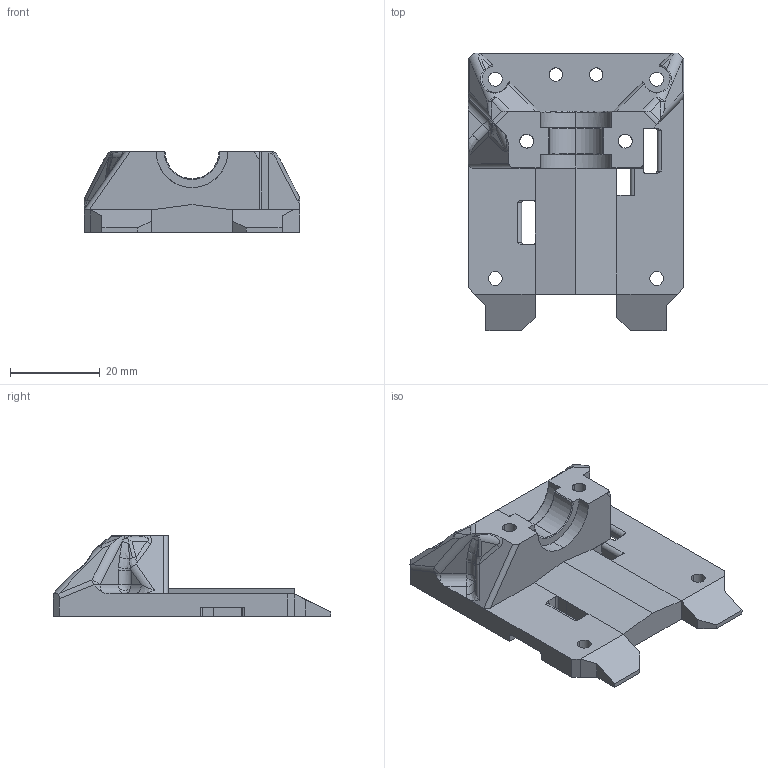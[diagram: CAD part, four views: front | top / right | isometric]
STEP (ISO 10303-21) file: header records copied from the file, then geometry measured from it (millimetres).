
FILE_DESCRIPTION (( 'STEP AP203' ), '1' );
FILE_NAME ('blv-10mm-X carriage front V6_v1.STEP', '2019-06-05T08:04:29', ( '' ), ( '' ), 'SwSTEP 2.0', 'SolidWorks 2016', '' );
FILE_SCHEMA (( 'CONFIG_CONTROL_DESIGN' ));
Length unit declared in the file: millimetre
Products named in the file (2): blv-10mm-X carriage front V6_v1
Bounding box: 48.23 x 62.03 x 18 mm (x, y, z)
Volume: 18519.4 mm3; surface area: 8813.3 mm2
Topology: 1 solids, 1 shells, 216 faces, 596 edges, 377 vertices
Faces by surface type: plane 99, cylinder 79, bspline 26, torus 8, cone 4
Entity records: 9261 total; most frequent: CARTESIAN_POINT 4009, ORIENTED_EDGE 1184, DIRECTION 861, EDGE_CURVE 592, VERTEX_POINT 377, LINE 329, VECTOR 329, AXIS2_PLACEMENT_3D 266
